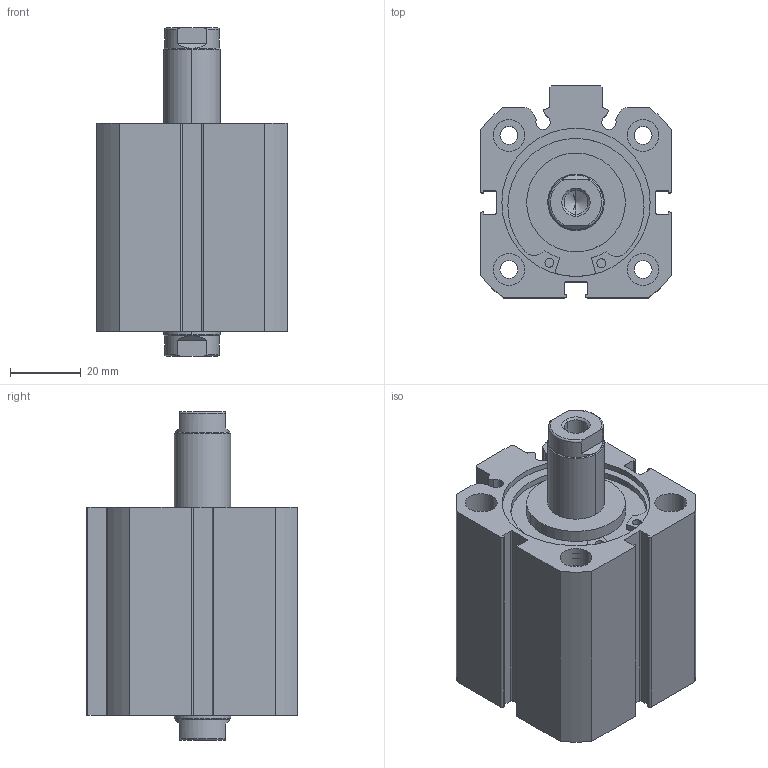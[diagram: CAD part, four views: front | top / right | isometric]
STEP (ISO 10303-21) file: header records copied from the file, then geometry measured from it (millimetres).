
FILE_DESCRIPTION (( 'STEP AP214' ), '1' );
FILE_NAME ('KSD-A-40-20-CYLINDER.STEP', '2013-07-21T14:37:04', ( 'DELL' ), ( '' ), 'SwSTEP 2.0', 'SolidWorks 2010', '' );
FILE_SCHEMA (( 'AUTOMOTIVE_DESIGN' ));
Length unit declared in the file: millimetre
Products named in the file (6): KSD-A 40  BORU_MANYETÝKLÝ BORU; KSD-A 40  ÖN  KAPAK_Varsayýlan; KSD-A 40  ﾖN  KAPAK_MANYETﾝKLﾝ  ﾝﾇﾝN; KSD-A 40   M尳 ; Circlip for Bores normal_din1_Circlip DIN 472 - 42 x 1.75; KSD-A-40-20-CYLINDER
Assembly tree (6 placements, depth 2):
  KSD-A-40-20-CYLINDER
    Circlip for Bores normal_din1_Circlip DIN 472 - 42 x 1.75  x2
    KSD-A 40  ÖN  KAPAK_Varsayýlan
    KSD-A 40  BORU_MANYETÝKLÝ BORU
    KSD-A 40   M尳 
    KSD-A 40  ﾖN  KAPAK_MANYETﾝKLﾝ  ﾝﾇﾝN
Bounding box: 54 x 60 x 93 mm (x, y, z)
Volume: 135543.4 mm3; surface area: 51763.5 mm2
Topology: 6 solids, 6 shells, 257 faces, 647 edges, 420 vertices
Faces by surface type: cylinder 143, plane 90, cone 20, torus 4
Entity records: 7514 total; most frequent: CARTESIAN_POINT 1337, DIRECTION 1294, ORIENTED_EDGE 1148, EDGE_CURVE 574, AXIS2_PLACEMENT_3D 503, VERTEX_POINT 374, LINE 288, VECTOR 288
